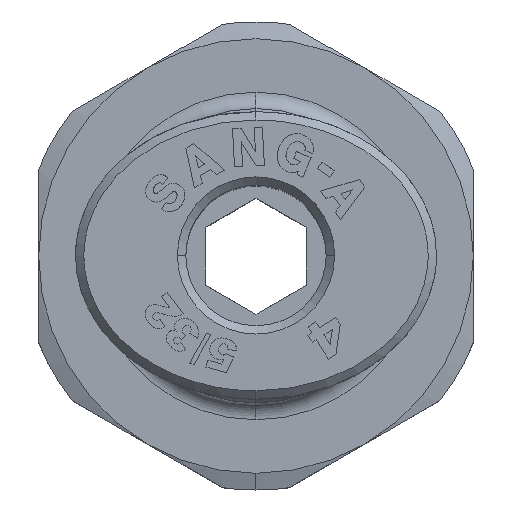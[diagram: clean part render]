
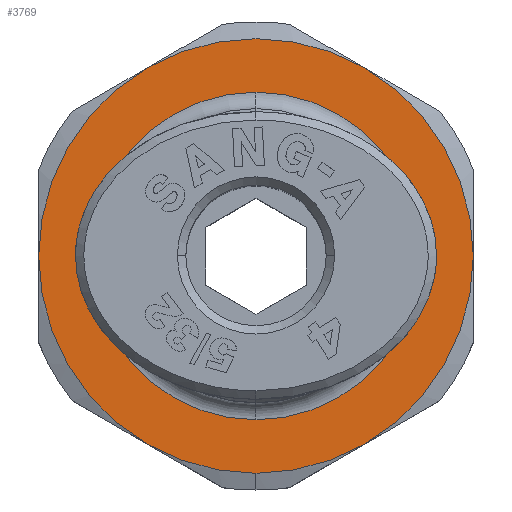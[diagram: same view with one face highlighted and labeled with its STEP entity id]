
A CAD part, top view. The second image highlights one B-rep face of the part: STEP entity #3769.
In plain terms, the highlighted planar face has unit normal (0, 0, 1).
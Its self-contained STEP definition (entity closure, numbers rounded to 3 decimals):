
#163 = AXIS2_PLACEMENT_3D ( 'NONE', #13295, #1668, #14468 ) ;
#461 = CARTESIAN_POINT ( 'NONE',  ( -5.629, -3.25, 4.65 ) ) ;
#566 = CARTESIAN_POINT ( 'NONE',  ( 0., 0., 4.65 ) ) ;
#651 = ORIENTED_EDGE ( 'NONE', *, *, #10180, .T. ) ;
#882 = CARTESIAN_POINT ( 'NONE',  ( 4.9, 0., 4.65 ) ) ;
#908 = CIRCLE ( 'NONE', #2804, 4.9 ) ;
#1136 = DIRECTION ( 'NONE',  ( 1., 0., 0. ) ) ;
#1401 = AXIS2_PLACEMENT_3D ( 'NONE', #6750, #14928, #4399 ) ;
#1605 = AXIS2_PLACEMENT_3D ( 'NONE', #11034, #2856, #3983 ) ;
#1619 = VERTEX_POINT ( 'NONE', #461 ) ;
#1657 = EDGE_CURVE ( 'NONE', #6489, #15230, #14070, .T. ) ;
#1659 = CARTESIAN_POINT ( 'NONE',  ( -4.9, 0., 4.65 ) ) ;
#1668 = DIRECTION ( 'NONE',  ( 0., 0., 1. ) ) ;
#1735 = DIRECTION ( 'NONE',  ( 0., 0., 1. ) ) ;
#1942 = CARTESIAN_POINT ( 'NONE',  ( 0., -6.5, 4.65 ) ) ;
#2647 = CIRCLE ( 'NONE', #13913, 6.5 ) ;
#2718 = EDGE_CURVE ( 'NONE', #10350, #6489, #14565, .T. ) ;
#2804 = AXIS2_PLACEMENT_3D ( 'NONE', #5656, #13854, #1136 ) ;
#2856 = DIRECTION ( 'NONE',  ( 0., 0., 1. ) ) ;
#3011 = ORIENTED_EDGE ( 'NONE', *, *, #3989, .T. ) ;
#3235 = DIRECTION ( 'NONE',  ( 1., 0., 0. ) ) ;
#3591 = ORIENTED_EDGE ( 'NONE', *, *, #3951, .F. ) ;
#3769 = ADVANCED_FACE ( 'NONE', ( #4401, #11957 ), #6511, .T. ) ;
#3951 = EDGE_CURVE ( 'NONE', #6696, #14955, #908, .T. ) ;
#3983 = DIRECTION ( 'NONE',  ( -1., 0., 0. ) ) ;
#3989 = EDGE_CURVE ( 'NONE', #6741, #1619, #13767, .T. ) ;
#4399 = DIRECTION ( 'NONE',  ( -1., 0., 0. ) ) ;
#4401 = FACE_BOUND ( 'NONE', #9897, .T. ) ;
#4608 = ORIENTED_EDGE ( 'NONE', *, *, #5186, .F. ) ;
#4767 = CIRCLE ( 'NONE', #7778, 6.5 ) ;
#4857 = CARTESIAN_POINT ( 'NONE',  ( 5.629, 3.25, 4.65 ) ) ;
#5058 = VERTEX_POINT ( 'NONE', #5223 ) ;
#5186 = EDGE_CURVE ( 'NONE', #14955, #6696, #10250, .T. ) ;
#5198 = VERTEX_POINT ( 'NONE', #8750 ) ;
#5223 = CARTESIAN_POINT ( 'NONE',  ( -5.629, 3.25, 4.65 ) ) ;
#5443 = CARTESIAN_POINT ( 'NONE',  ( -4.7, 0., 4.65 ) ) ;
#5485 = CARTESIAN_POINT ( 'NONE',  ( 0., 0., 4.65 ) ) ;
#5604 = CIRCLE ( 'NONE', #1401, 6.5 ) ;
#5656 = CARTESIAN_POINT ( 'NONE',  ( 0., 0., 4.65 ) ) ;
#5875 = CARTESIAN_POINT ( 'NONE',  ( 0., 0., 4.65 ) ) ;
#6108 = EDGE_LOOP ( 'NONE', ( #13799, #12238, #3011, #651, #12953, #8826, #9639 ) ) ;
#6489 = VERTEX_POINT ( 'NONE', #12445 ) ;
#6511 = PLANE ( 'NONE',  #13532 ) ;
#6691 = DIRECTION ( 'NONE',  ( 0., 0., 1. ) ) ;
#6696 = VERTEX_POINT ( 'NONE', #882 ) ;
#6741 = VERTEX_POINT ( 'NONE', #7998 ) ;
#6750 = CARTESIAN_POINT ( 'NONE',  ( 0., 0., 4.65 ) ) ;
#6908 = EDGE_CURVE ( 'NONE', #5058, #6741, #4767, .T. ) ;
#6971 = CARTESIAN_POINT ( 'NONE',  ( 0., 0., 4.65 ) ) ;
#7067 = DIRECTION ( 'NONE',  ( -1., 0., 0. ) ) ;
#7778 = AXIS2_PLACEMENT_3D ( 'NONE', #5875, #14078, #7067 ) ;
#7998 = CARTESIAN_POINT ( 'NONE',  ( -6.5, 0., 4.65 ) ) ;
#8056 = AXIS2_PLACEMENT_3D ( 'NONE', #6971, #13919, #8189 ) ;
#8189 = DIRECTION ( 'NONE',  ( -1., 0., 0. ) ) ;
#8649 = DIRECTION ( 'NONE',  ( -1., 0., 0. ) ) ;
#8696 = CARTESIAN_POINT ( 'NONE',  ( 0., 0., 4.65 ) ) ;
#8750 = CARTESIAN_POINT ( 'NONE',  ( 0., 6.5, 4.65 ) ) ;
#8826 = ORIENTED_EDGE ( 'NONE', *, *, #1657, .T. ) ;
#9395 = EDGE_CURVE ( 'NONE', #5198, #5058, #5604, .T. ) ;
#9639 = ORIENTED_EDGE ( 'NONE', *, *, #13324, .T. ) ;
#9897 = EDGE_LOOP ( 'NONE', ( #3591, #4608 ) ) ;
#10180 = EDGE_CURVE ( 'NONE', #1619, #10350, #2647, .T. ) ;
#10250 = CIRCLE ( 'NONE', #14040, 4.9 ) ;
#10350 = VERTEX_POINT ( 'NONE', #1942 ) ;
#11034 = CARTESIAN_POINT ( 'NONE',  ( 0., 0., 4.65 ) ) ;
#11048 = DIRECTION ( 'NONE',  ( 0., 0., 1. ) ) ;
#11957 = FACE_OUTER_BOUND ( 'NONE', #6108, .T. ) ;
#12238 = ORIENTED_EDGE ( 'NONE', *, *, #6908, .T. ) ;
#12445 = CARTESIAN_POINT ( 'NONE',  ( 5.629, -3.25, 4.65 ) ) ;
#12953 = ORIENTED_EDGE ( 'NONE', *, *, #2718, .T. ) ;
#13295 = CARTESIAN_POINT ( 'NONE',  ( 0., 0., 4.65 ) ) ;
#13308 = DIRECTION ( 'NONE',  ( -1., 0., 0. ) ) ;
#13324 = EDGE_CURVE ( 'NONE', #15230, #5198, #14212, .T. ) ;
#13532 = AXIS2_PLACEMENT_3D ( 'NONE', #5443, #14873, #3235 ) ;
#13767 = CIRCLE ( 'NONE', #8056, 6.5 ) ;
#13799 = ORIENTED_EDGE ( 'NONE', *, *, #9395, .T. ) ;
#13854 = DIRECTION ( 'NONE',  ( 0., 0., 1. ) ) ;
#13913 = AXIS2_PLACEMENT_3D ( 'NONE', #566, #11048, #8649 ) ;
#13919 = DIRECTION ( 'NONE',  ( 0., 0., 1. ) ) ;
#14040 = AXIS2_PLACEMENT_3D ( 'NONE', #5485, #6691, #14914 ) ;
#14070 = CIRCLE ( 'NONE', #14094, 6.5 ) ;
#14078 = DIRECTION ( 'NONE',  ( 0., 0., 1. ) ) ;
#14094 = AXIS2_PLACEMENT_3D ( 'NONE', #8696, #1735, #13308 ) ;
#14212 = CIRCLE ( 'NONE', #163, 6.5 ) ;
#14468 = DIRECTION ( 'NONE',  ( -1., 0., 0. ) ) ;
#14565 = CIRCLE ( 'NONE', #1605, 6.5 ) ;
#14873 = DIRECTION ( 'NONE',  ( 0., 0., 1. ) ) ;
#14914 = DIRECTION ( 'NONE',  ( 1., 0., 0. ) ) ;
#14928 = DIRECTION ( 'NONE',  ( 0., 0., 1. ) ) ;
#14955 = VERTEX_POINT ( 'NONE', #1659 ) ;
#15230 = VERTEX_POINT ( 'NONE', #4857 ) ;
